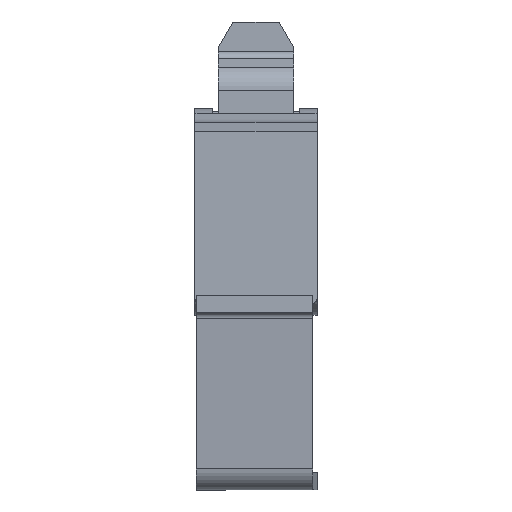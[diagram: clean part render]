
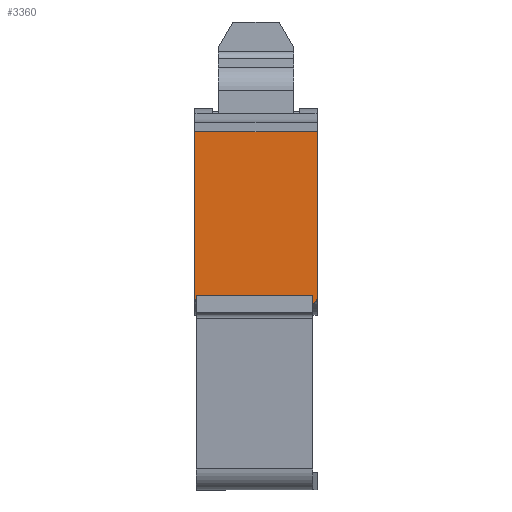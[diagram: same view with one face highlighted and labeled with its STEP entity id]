
A CAD part, front view. The second image highlights one B-rep face of the part: STEP entity #3360.
In plain terms, the highlighted planar face has unit normal (0, -1, 0).
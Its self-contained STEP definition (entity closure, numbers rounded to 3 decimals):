
#155=AXIS2_PLACEMENT_3D('Circle Axis2P3D',#153,#154,$) ;
#232=AXIS2_PLACEMENT_3D('Circle Axis2P3D',#230,#231,$) ;
#363=AXIS2_PLACEMENT_3D('Circle Axis2P3D',#361,#362,$) ;
#427=AXIS2_PLACEMENT_3D('Circle Axis2P3D',#425,#426,$) ;
#1575=AXIS2_PLACEMENT_3D('Plane Axis2P3D',#1572,#1573,#1574) ;
#43=CARTESIAN_POINT('Vertex',(0.8,10.03,12.65)) ;
#57=CARTESIAN_POINT('Vertex',(0.,10.03,12.65)) ;
#60=CARTESIAN_POINT('Line Origine',(0.4,10.03,12.65)) ;
#84=CARTESIAN_POINT('Vertex',(3.4,10.03,12.65)) ;
#89=CARTESIAN_POINT('Line Origine',(3.8,10.03,12.65)) ;
#93=CARTESIAN_POINT('Vertex',(4.2,10.03,12.65)) ;
#121=CARTESIAN_POINT('Line Origine',(4.2,10.03,9.625)) ;
#125=CARTESIAN_POINT('Vertex',(4.2,10.03,6.6)) ;
#153=CARTESIAN_POINT('Axis2P3D Location',(4.,10.03,6.6)) ;
#157=CARTESIAN_POINT('Vertex',(4.,10.03,6.4)) ;
#185=CARTESIAN_POINT('Line Origine',(3.575,10.03,6.4)) ;
#189=CARTESIAN_POINT('Vertex',(3.15,10.03,6.4)) ;
#220=CARTESIAN_POINT('Vertex',(3.05,10.03,6.373)) ;
#230=CARTESIAN_POINT('Axis2P3D Location',(3.15,10.03,6.2)) ;
#288=CARTESIAN_POINT('Vertex',(3.05,10.03,0.6)) ;
#291=CARTESIAN_POINT('Line Origine',(10.175,10.03,0.6)) ;
#295=CARTESIAN_POINT('Vertex',(1.15,10.03,0.6)) ;
#356=CARTESIAN_POINT('Vertex',(1.15,10.03,6.373)) ;
#361=CARTESIAN_POINT('Axis2P3D Location',(1.05,10.03,6.2)) ;
#365=CARTESIAN_POINT('Vertex',(1.05,10.03,6.4)) ;
#393=CARTESIAN_POINT('Line Origine',(0.625,10.03,6.4)) ;
#397=CARTESIAN_POINT('Vertex',(0.2,10.03,6.4)) ;
#425=CARTESIAN_POINT('Axis2P3D Location',(0.2,10.03,6.6)) ;
#429=CARTESIAN_POINT('Vertex',(0.,10.03,6.6)) ;
#462=CARTESIAN_POINT('Line Origine',(0.,10.03,9.625)) ;
#1396=CARTESIAN_POINT('Line Origine',(0.8,10.03,12.659)) ;
#1400=CARTESIAN_POINT('Vertex',(0.8,10.03,12.668)) ;
#1439=CARTESIAN_POINT('Line Origine',(3.4,10.03,12.659)) ;
#1443=CARTESIAN_POINT('Vertex',(3.4,10.03,12.668)) ;
#1572=CARTESIAN_POINT('Axis2P3D Location',(0.,10.03,0.)) ;
#1763=CARTESIAN_POINT('Line Origine',(2.311,10.03,12.668)) ;
#3332=CARTESIAN_POINT('Line Origine',(1.15,10.03,3.487)) ;
#3337=CARTESIAN_POINT('Line Origine',(3.05,10.03,3.487)) ;
#61=DIRECTION('Vector Direction',(1.,0.,0.)) ;
#90=DIRECTION('Vector Direction',(1.,0.,0.)) ;
#122=DIRECTION('Vector Direction',(0.,0.,-1.)) ;
#154=DIRECTION('Axis2P3D Direction',(0.,1.,0.)) ;
#186=DIRECTION('Vector Direction',(-1.,0.,0.)) ;
#231=DIRECTION('Axis2P3D Direction',(0.,1.,0.)) ;
#292=DIRECTION('Vector Direction',(-1.,0.,0.)) ;
#362=DIRECTION('Axis2P3D Direction',(0.,1.,0.)) ;
#394=DIRECTION('Vector Direction',(-1.,0.,0.)) ;
#426=DIRECTION('Axis2P3D Direction',(0.,1.,0.)) ;
#463=DIRECTION('Vector Direction',(0.,0.,1.)) ;
#1397=DIRECTION('Vector Direction',(0.,0.,1.)) ;
#1440=DIRECTION('Vector Direction',(0.,0.,-1.)) ;
#1573=DIRECTION('Axis2P3D Direction',(0.,1.,0.)) ;
#1574=DIRECTION('Axis2P3D XDirection',(0.,0.,-1.)) ;
#1764=DIRECTION('Vector Direction',(-1.,0.,0.)) ;
#3333=DIRECTION('Vector Direction',(0.,0.,1.)) ;
#3338=DIRECTION('Vector Direction',(0.,0.,-1.)) ;
#62=VECTOR('Line Direction',#61,1.) ;
#91=VECTOR('Line Direction',#90,1.) ;
#123=VECTOR('Line Direction',#122,1.) ;
#187=VECTOR('Line Direction',#186,1.) ;
#293=VECTOR('Line Direction',#292,1.) ;
#395=VECTOR('Line Direction',#394,1.) ;
#464=VECTOR('Line Direction',#463,1.) ;
#1398=VECTOR('Line Direction',#1397,1.) ;
#1441=VECTOR('Line Direction',#1440,1.) ;
#1765=VECTOR('Line Direction',#1764,1.) ;
#3334=VECTOR('Line Direction',#3333,1.) ;
#3339=VECTOR('Line Direction',#3338,1.) ;
#3343=ORIENTED_EDGE('',*,*,#466,.F.) ;
#3344=ORIENTED_EDGE('',*,*,#431,.F.) ;
#3345=ORIENTED_EDGE('',*,*,#399,.F.) ;
#3346=ORIENTED_EDGE('',*,*,#367,.F.) ;
#3347=ORIENTED_EDGE('',*,*,#3336,.F.) ;
#3348=ORIENTED_EDGE('',*,*,#297,.T.) ;
#3349=ORIENTED_EDGE('',*,*,#3341,.F.) ;
#3350=ORIENTED_EDGE('',*,*,#234,.F.) ;
#3351=ORIENTED_EDGE('',*,*,#191,.F.) ;
#3352=ORIENTED_EDGE('',*,*,#159,.F.) ;
#3353=ORIENTED_EDGE('',*,*,#127,.F.) ;
#3354=ORIENTED_EDGE('',*,*,#95,.F.) ;
#3355=ORIENTED_EDGE('',*,*,#1445,.F.) ;
#3356=ORIENTED_EDGE('',*,*,#1767,.F.) ;
#3357=ORIENTED_EDGE('',*,*,#1402,.F.) ;
#3358=ORIENTED_EDGE('',*,*,#64,.F.) ;
#3360=ADVANCED_FACE('STROMSCHIENE',(#3359),#1576,.F.) ;
#156=CIRCLE('generated circle',#155,0.2) ;
#233=CIRCLE('generated circle',#232,0.2) ;
#364=CIRCLE('generated circle',#363,0.2) ;
#428=CIRCLE('generated circle',#427,0.2) ;
#64=EDGE_CURVE('',#58,#44,#63,.T.) ;
#95=EDGE_CURVE('',#85,#94,#92,.T.) ;
#127=EDGE_CURVE('',#94,#126,#124,.T.) ;
#159=EDGE_CURVE('',#126,#158,#156,.T.) ;
#191=EDGE_CURVE('',#158,#190,#188,.T.) ;
#234=EDGE_CURVE('',#190,#221,#233,.F.) ;
#297=EDGE_CURVE('',#296,#289,#294,.F.) ;
#367=EDGE_CURVE('',#357,#366,#364,.F.) ;
#399=EDGE_CURVE('',#366,#398,#396,.T.) ;
#431=EDGE_CURVE('',#398,#430,#428,.T.) ;
#466=EDGE_CURVE('',#430,#58,#465,.T.) ;
#1402=EDGE_CURVE('',#44,#1401,#1399,.T.) ;
#1445=EDGE_CURVE('',#1444,#85,#1442,.T.) ;
#1767=EDGE_CURVE('',#1401,#1444,#1766,.F.) ;
#3336=EDGE_CURVE('',#296,#357,#3335,.T.) ;
#3341=EDGE_CURVE('',#221,#289,#3340,.T.) ;
#3342=EDGE_LOOP('',(#3343,#3344,#3345,#3346,#3347,#3348,#3349,#3350,#3351,#3352,#3353,#3354,#3355,#3356,#3357,#3358)) ;
#3359=FACE_OUTER_BOUND('',#3342,.T.) ;
#63=LINE('Line',#60,#62) ;
#92=LINE('Line',#89,#91) ;
#124=LINE('Line',#121,#123) ;
#188=LINE('Line',#185,#187) ;
#294=LINE('Line',#291,#293) ;
#396=LINE('Line',#393,#395) ;
#465=LINE('Line',#462,#464) ;
#1399=LINE('Line',#1396,#1398) ;
#1442=LINE('Line',#1439,#1441) ;
#1766=LINE('Line',#1763,#1765) ;
#3335=LINE('Line',#3332,#3334) ;
#3340=LINE('Line',#3337,#3339) ;
#1576=PLANE('',#1575) ;
#44=VERTEX_POINT('',#43) ;
#58=VERTEX_POINT('',#57) ;
#85=VERTEX_POINT('',#84) ;
#94=VERTEX_POINT('',#93) ;
#126=VERTEX_POINT('',#125) ;
#158=VERTEX_POINT('',#157) ;
#190=VERTEX_POINT('',#189) ;
#221=VERTEX_POINT('',#220) ;
#289=VERTEX_POINT('',#288) ;
#296=VERTEX_POINT('',#295) ;
#357=VERTEX_POINT('',#356) ;
#366=VERTEX_POINT('',#365) ;
#398=VERTEX_POINT('',#397) ;
#430=VERTEX_POINT('',#429) ;
#1401=VERTEX_POINT('',#1400) ;
#1444=VERTEX_POINT('',#1443) ;
